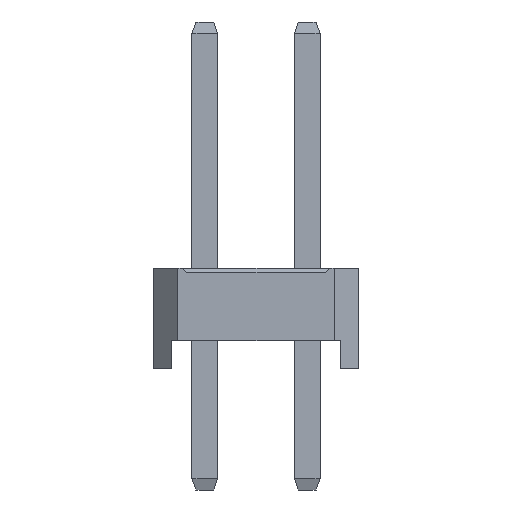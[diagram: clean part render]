
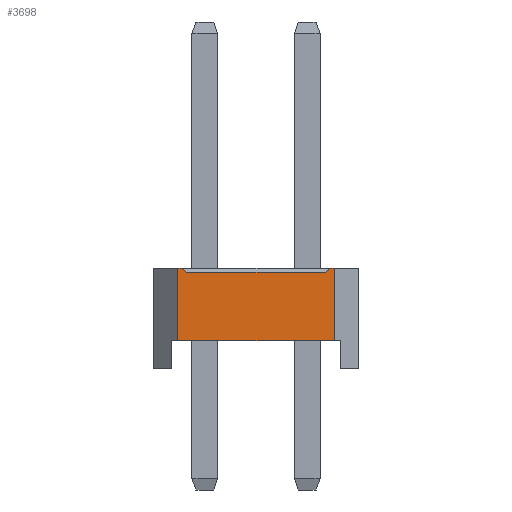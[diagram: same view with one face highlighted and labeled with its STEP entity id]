
A CAD part, left-side view. The second image highlights one B-rep face of the part: STEP entity #3698.
In plain terms, the highlighted planar face has unit normal (-1, 0, 0).
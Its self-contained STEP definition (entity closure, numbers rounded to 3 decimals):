
#3698=ADVANCED_FACE('',(#15143),#15145,.T.);
#15143=FACE_BOUND('',#15144,.T.);
#15144=EDGE_LOOP('',(#24095,#24096,#24097,#24098,#24099,#24100,#24101,#24102));
#15145=PLANE('',#15146);
#15146=AXIS2_PLACEMENT_3D('',#15147,#15148,#15149);
#15147=CARTESIAN_POINT('',(-1.27,3.21,0.));
#15148=DIRECTION('',(-1.,0.,0.));
#15149=DIRECTION('',(0.,-1.,0.));
#24095=ORIENTED_EDGE('',*,*,#29668,.F.);
#24096=ORIENTED_EDGE('',*,*,#29669,.T.);
#24097=ORIENTED_EDGE('',*,*,#29670,.F.);
#24098=ORIENTED_EDGE('',*,*,#28465,.F.);
#24099=ORIENTED_EDGE('',*,*,#29671,.F.);
#24100=ORIENTED_EDGE('',*,*,#28022,.T.);
#24101=ORIENTED_EDGE('',*,*,#29667,.T.);
#24102=ORIENTED_EDGE('',*,*,#28469,.F.);
#28022=EDGE_CURVE('',#31216,#31214,#31217,.T.);
#28465=EDGE_CURVE('',#32100,#32102,#32103,.T.);
#28469=EDGE_CURVE('',#32108,#32110,#32111,.T.);
#29667=EDGE_CURVE('',#31214,#32110,#34101,.T.);
#29668=EDGE_CURVE('',#34102,#32108,#34103,.F.);
#29669=EDGE_CURVE('',#34102,#34104,#34105,.T.);
#29670=EDGE_CURVE('',#32102,#34104,#34106,.F.);
#29671=EDGE_CURVE('',#31216,#32100,#34107,.T.);
#31214=VERTEX_POINT('',#36396);
#31216=VERTEX_POINT('',#36400);
#31217=LINE('',#36401,#36402);
#32100=VERTEX_POINT('',#38168);
#32102=VERTEX_POINT('',#38172);
#32103=LINE('',#38173,#38174);
#32108=VERTEX_POINT('',#38184);
#32110=VERTEX_POINT('',#38188);
#32111=LINE('',#38189,#38190);
#34101=LINE('',#42575,#42576);
#34102=VERTEX_POINT('',#42578);
#34103=LINE('',#42579,#42580);
#34104=VERTEX_POINT('',#42582);
#34105=LINE('',#42583,#42584);
#34106=LINE('',#42586,#42587);
#34107=LINE('',#42589,#42590);
#36396=CARTESIAN_POINT('',(-1.27,-0.67,0.7));
#36400=CARTESIAN_POINT('',(-1.27,3.21,0.7));
#36401=CARTESIAN_POINT('',(-1.27,3.21,0.7));
#36402=VECTOR('',#36403,1.);
#36403=DIRECTION('',(0.,-1.,0.));
#38168=CARTESIAN_POINT('',(-1.27,3.21,2.5));
#38172=CARTESIAN_POINT('',(-1.27,3.09,2.5));
#38173=CARTESIAN_POINT('',(-1.27,3.21,2.5));
#38174=VECTOR('',#38175,1.);
#38175=DIRECTION('',(0.,-1.,0.));
#38184=CARTESIAN_POINT('',(-1.27,-0.55,2.5));
#38188=CARTESIAN_POINT('',(-1.27,-0.67,2.5));
#38189=CARTESIAN_POINT('',(-1.27,-0.55,2.5));
#38190=VECTOR('',#38191,1.);
#38191=DIRECTION('',(0.,-1.,0.));
#42575=CARTESIAN_POINT('',(-1.27,-0.67,0.7));
#42576=VECTOR('',#42577,1.);
#42577=DIRECTION('',(0.,0.,1.));
#42578=CARTESIAN_POINT('',(-1.27,-0.45,2.4));
#42579=CARTESIAN_POINT('',(-1.27,-0.55,2.5));
#42580=VECTOR('',#42581,1.);
#42581=DIRECTION('',(0.,0.707,-0.707));
#42582=CARTESIAN_POINT('',(-1.27,2.99,2.4));
#42583=CARTESIAN_POINT('',(-1.27,-0.45,2.4));
#42584=VECTOR('',#42585,1.);
#42585=DIRECTION('',(0.,1.,0.));
#42586=CARTESIAN_POINT('',(-1.27,2.99,2.4));
#42587=VECTOR('',#42588,1.);
#42588=DIRECTION('',(0.,0.707,0.707));
#42589=CARTESIAN_POINT('',(-1.27,3.21,0.7));
#42590=VECTOR('',#42591,1.);
#42591=DIRECTION('',(0.,0.,1.));
